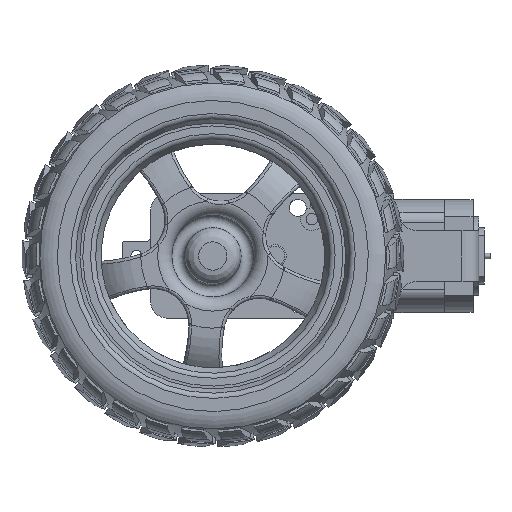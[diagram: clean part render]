
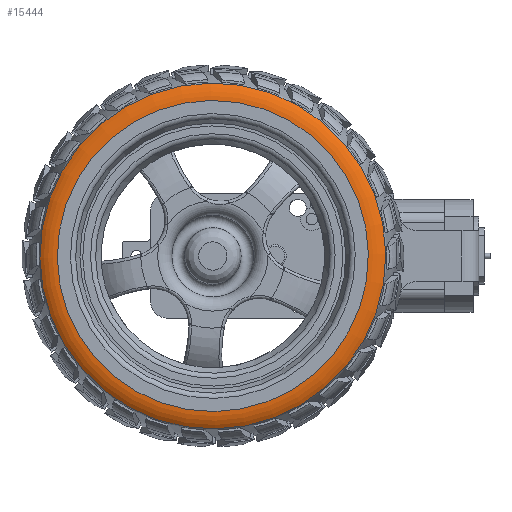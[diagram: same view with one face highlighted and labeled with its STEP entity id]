
A CAD part, front view. The second image highlights one B-rep face of the part: STEP entity #15444.
In plain terms, the highlighted toroidal (fillet/blend) face has major radius 27.5 mm and minor radius 5.13 mm.
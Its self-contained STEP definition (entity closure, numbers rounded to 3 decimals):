
#1528=TOROIDAL_SURFACE('',#16529,27.5,5.13);
#1632=FACE_OUTER_BOUND('',#2586,.T.);
#2586=EDGE_LOOP('',(#10467,#10468,#10469,#10470,#10471,#10472));
#5389=CIRCLE('',#16530,27.5);
#5390=CIRCLE('',#16531,27.5);
#5391=CIRCLE('',#16532,5.13);
#5392=CIRCLE('',#16533,30.574);
#5393=CIRCLE('',#16534,30.574);
#6444=VERTEX_POINT('',#23288);
#6445=VERTEX_POINT('',#23289);
#6446=VERTEX_POINT('',#23292);
#6447=VERTEX_POINT('',#23294);
#8053=EDGE_CURVE('',#6444,#6445,#5389,.T.);
#8054=EDGE_CURVE('',#6445,#6444,#5390,.T.);
#8055=EDGE_CURVE('',#6445,#6446,#5391,.T.);
#8056=EDGE_CURVE('',#6446,#6447,#5392,.T.);
#8057=EDGE_CURVE('',#6447,#6446,#5393,.T.);
#10467=ORIENTED_EDGE('',*,*,#8053,.F.);
#10468=ORIENTED_EDGE('',*,*,#8054,.F.);
#10469=ORIENTED_EDGE('',*,*,#8055,.T.);
#10470=ORIENTED_EDGE('',*,*,#8056,.T.);
#10471=ORIENTED_EDGE('',*,*,#8057,.T.);
#10472=ORIENTED_EDGE('',*,*,#8055,.F.);
#15444=ADVANCED_FACE('',(#1632),#1528,.T.);
#16529=AXIS2_PLACEMENT_3D('',#23287,#18484,#18485);
#16530=AXIS2_PLACEMENT_3D('',#23290,#18486,#18487);
#16531=AXIS2_PLACEMENT_3D('',#23291,#18488,#18489);
#16532=AXIS2_PLACEMENT_3D('',#23293,#18490,#18491);
#16533=AXIS2_PLACEMENT_3D('',#23295,#18492,#18493);
#16534=AXIS2_PLACEMENT_3D('',#23296,#18494,#18495);
#18484=DIRECTION('center_axis',(-1.,0.,0.));
#18485=DIRECTION('ref_axis',(0.,0.,1.));
#18486=DIRECTION('center_axis',(-1.,0.,0.));
#18487=DIRECTION('ref_axis',(0.,-1.,0.));
#18488=DIRECTION('center_axis',(-1.,0.,0.));
#18489=DIRECTION('ref_axis',(0.,-1.,0.));
#18490=DIRECTION('center_axis',(0.,-1.,0.));
#18491=DIRECTION('ref_axis',(0.,0.,-1.));
#18492=DIRECTION('center_axis',(-1.,0.,0.));
#18493=DIRECTION('ref_axis',(0.,-1.,0.));
#18494=DIRECTION('center_axis',(-1.,0.,0.));
#18495=DIRECTION('ref_axis',(0.,-1.,0.));
#23287=CARTESIAN_POINT('Origin',(-9.87,0.,0.));
#23288=CARTESIAN_POINT('',(-15.,-27.5,0.));
#23289=CARTESIAN_POINT('',(-15.,0.,-27.5));
#23290=CARTESIAN_POINT('Origin',(-15.,0.,0.));
#23291=CARTESIAN_POINT('Origin',(-15.,0.,0.));
#23292=CARTESIAN_POINT('',(-13.977,0.,-30.574));
#23293=CARTESIAN_POINT('Origin',(-9.87,0.,
-27.5));
#23294=CARTESIAN_POINT('',(-13.977,-30.574,0.));
#23295=CARTESIAN_POINT('Origin',(-13.977,0.,
0.));
#23296=CARTESIAN_POINT('Origin',(-13.977,0.,
0.));
